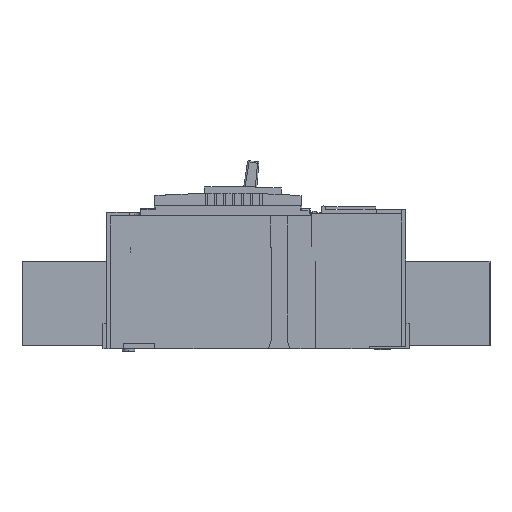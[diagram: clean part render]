
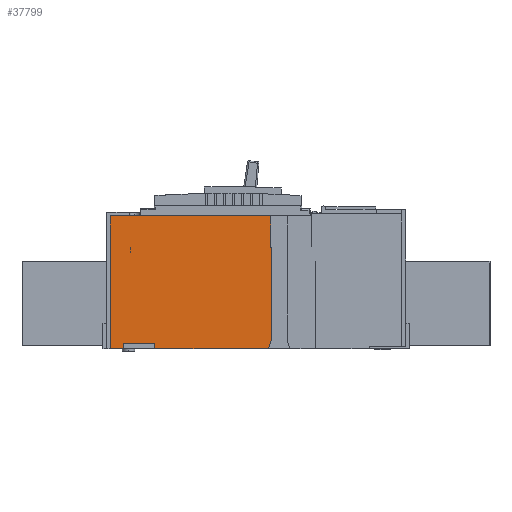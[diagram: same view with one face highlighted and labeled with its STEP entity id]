
A CAD part, left-side view. The second image highlights one B-rep face of the part: STEP entity #37799.
In plain terms, the highlighted planar face has unit normal (-1, 0, 0).
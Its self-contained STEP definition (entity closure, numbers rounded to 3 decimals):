
#89 = VERTEX_POINT ( 'NONE', #64248 ) ;
#109 = DIRECTION ( 'NONE',  ( 0., 0., -1. ) ) ;
#700 = CARTESIAN_POINT ( 'NONE',  ( -41.535, 684.052, 1417.043 ) ) ;
#2049 = ORIENTED_EDGE ( 'NONE', *, *, #13347, .T. ) ;
#2525 = ORIENTED_EDGE ( 'NONE', *, *, #40300, .T. ) ;
#2749 = LINE ( 'NONE', #20056, #16699 ) ;
#2980 = CARTESIAN_POINT ( 'NONE',  ( -41.535, 797.952, 1417.043 ) ) ;
#3011 = FACE_OUTER_BOUND ( 'NONE', #14084, .T. ) ;
#4180 = VERTEX_POINT ( 'NONE', #61767 ) ;
#4436 = EDGE_CURVE ( 'NONE', #57152, #28989, #44297, .T. ) ;
#4479 = LINE ( 'NONE', #33427, #36084 ) ;
#5071 = VECTOR ( 'NONE', #5759, 1000. ) ;
#5759 = DIRECTION ( 'NONE',  ( 0., 0., -1. ) ) ;
#6314 = CARTESIAN_POINT ( 'NONE',  ( -41.535, 684.052, 1394.543 ) ) ;
#7710 = DIRECTION ( 'NONE',  ( 0., -1., 0. ) ) ;
#8254 = CARTESIAN_POINT ( 'NONE',  ( -41.535, 788.552, 1326.543 ) ) ;
#8854 = CARTESIAN_POINT ( 'NONE',  ( -41.535, 797.952, 1394.543 ) ) ;
#9147 = CARTESIAN_POINT ( 'NONE',  ( -41.535, 788.552, 1358.543 ) ) ;
#9248 = ORIENTED_EDGE ( 'NONE', *, *, #61561, .T. ) ;
#9403 = CARTESIAN_POINT ( 'NONE',  ( -41.535, 798.052, 1322.543 ) ) ;
#10383 = CARTESIAN_POINT ( 'NONE',  ( -41.535, 783.802, 1394.543 ) ) ;
#11028 = VECTOR ( 'NONE', #7710, 1000. ) ;
#11362 = ORIENTED_EDGE ( 'NONE', *, *, #16564, .T. ) ;
#11417 = LINE ( 'NONE', #58365, #5071 ) ;
#13338 = CARTESIAN_POINT ( 'NONE',  ( -41.535, 685.752, 1322.543 ) ) ;
#13347 = EDGE_CURVE ( 'NONE', #15296, #57152, #68511, .T. ) ;
#14064 = DIRECTION ( 'NONE',  ( 0., 1., 0. ) ) ;
#14079 = EDGE_CURVE ( 'NONE', #65949, #20344, #4479, .T. ) ;
#14084 = EDGE_LOOP ( 'NONE', ( #42589, #9248, #11362, #60248, #2049, #70157, #18671, #50604, #17937, #2525, #40238, #39361, #56486 ) ) ;
#15296 = VERTEX_POINT ( 'NONE', #2980 ) ;
#15464 = VECTOR ( 'NONE', #109, 1000. ) ;
#15915 = VERTEX_POINT ( 'NONE', #13338 ) ;
#16564 = EDGE_CURVE ( 'NONE', #47820, #66390, #57805, .T. ) ;
#16699 = VECTOR ( 'NONE', #44814, 1000. ) ;
#16864 = DIRECTION ( 'NONE',  ( 0., 0., 1. ) ) ;
#17584 = VECTOR ( 'NONE', #20336, 1000. ) ;
#17819 = CARTESIAN_POINT ( 'NONE',  ( -41.535, 798.052, 1322.543 ) ) ;
#17937 = ORIENTED_EDGE ( 'NONE', *, *, #33506, .T. ) ;
#18061 = VECTOR ( 'NONE', #44098, 1000. ) ;
#18671 = ORIENTED_EDGE ( 'NONE', *, *, #40987, .T. ) ;
#20056 = CARTESIAN_POINT ( 'NONE',  ( -41.535, 683.752, 1394.543 ) ) ;
#20336 = DIRECTION ( 'NONE',  ( 0., 0., -1. ) ) ;
#20344 = VERTEX_POINT ( 'NONE', #54313 ) ;
#22192 = CARTESIAN_POINT ( 'NONE',  ( -41.535, 683.752, 1329.043 ) ) ;
#22215 = CARTESIAN_POINT ( 'NONE',  ( -41.535, 766.552, 1326.543 ) ) ;
#22775 = EDGE_CURVE ( 'NONE', #15915, #41113, #29369, .T. ) ;
#23282 = ORIENTED_EDGE ( 'NONE', *, *, #33523, .T. ) ;
#23588 = CARTESIAN_POINT ( 'NONE',  ( -41.535, 798.052, 1394.543 ) ) ;
#24314 = VERTEX_POINT ( 'NONE', #56727 ) ;
#25911 = DIRECTION ( 'NONE',  ( 0., 1., 0. ) ) ;
#25953 = DIRECTION ( 'NONE',  ( -1., 0., 0. ) ) ;
#25972 = DIRECTION ( 'NONE',  ( 0., 0., 1. ) ) ;
#26476 = VECTOR ( 'NONE', #14064, 1000. ) ;
#26824 = LINE ( 'NONE', #44108, #26476 ) ;
#27580 = CARTESIAN_POINT ( 'NONE',  ( -41.535, 797.952, 1417.043 ) ) ;
#28051 = AXIS2_PLACEMENT_3D ( 'NONE', #37601, #25953, #69646 ) ;
#28383 = CARTESIAN_POINT ( 'NONE',  ( -41.535, 766.552, 1322.543 ) ) ;
#28989 = VERTEX_POINT ( 'NONE', #23588 ) ;
#29281 = DIRECTION ( 'NONE',  ( 0., 0., 1. ) ) ;
#29369 = LINE ( 'NONE', #58642, #42757 ) ;
#30106 = DIRECTION ( 'NONE',  ( 0., -0.294, 0.956 ) ) ;
#30611 = LINE ( 'NONE', #65165, #41493 ) ;
#30760 = VERTEX_POINT ( 'NONE', #22215 ) ;
#30954 = VERTEX_POINT ( 'NONE', #41710 ) ;
#31256 = LINE ( 'NONE', #54501, #65155 ) ;
#31369 = EDGE_CURVE ( 'NONE', #66390, #15296, #36275, .T. ) ;
#32113 = LINE ( 'NONE', #64839, #11028 ) ;
#33427 = CARTESIAN_POINT ( 'NONE',  ( -41.535, 784.052, 1360.883 ) ) ;
#33506 = EDGE_CURVE ( 'NONE', #30954, #59436, #71915, .T. ) ;
#33523 = EDGE_CURVE ( 'NONE', #4180, #65949, #26824, .T. ) ;
#34145 = DIRECTION ( 'NONE',  ( 0., 0., -1. ) ) ;
#34316 = VECTOR ( 'NONE', #69673, 1000. ) ;
#34812 = VERTEX_POINT ( 'NONE', #10383 ) ;
#35037 = CARTESIAN_POINT ( 'NONE',  ( -41.535, 684.052, 1394.543 ) ) ;
#36084 = VECTOR ( 'NONE', #16864, 1000. ) ;
#36275 = LINE ( 'NONE', #53151, #43059 ) ;
#36349 = EDGE_CURVE ( 'NONE', #20344, #34812, #32113, .T. ) ;
#36564 = EDGE_CURVE ( 'NONE', #30760, #89, #11417, .T. ) ;
#36988 = DIRECTION ( 'NONE',  ( 0., -1., 0. ) ) ;
#37405 = ORIENTED_EDGE ( 'NONE', *, *, #14079, .T. ) ;
#37601 = CARTESIAN_POINT ( 'NONE',  ( -41.535, 0., 0. ) ) ;
#37799 = ADVANCED_FACE ( 'NONE', ( #3011, #58013 ), #65414, .T. ) ;
#39361 = ORIENTED_EDGE ( 'NONE', *, *, #40194, .T. ) ;
#39419 = CARTESIAN_POINT ( 'NONE',  ( -41.535, 783.802, 1394.543 ) ) ;
#40194 = EDGE_CURVE ( 'NONE', #89, #15915, #74216, .T. ) ;
#40238 = ORIENTED_EDGE ( 'NONE', *, *, #36564, .T. ) ;
#40300 = EDGE_CURVE ( 'NONE', #59436, #30760, #30611, .T. ) ;
#40987 = EDGE_CURVE ( 'NONE', #28989, #46393, #48864, .T. ) ;
#41113 = VERTEX_POINT ( 'NONE', #22192 ) ;
#41493 = VECTOR ( 'NONE', #36988, 1000. ) ;
#41710 = CARTESIAN_POINT ( 'NONE',  ( -41.535, 788.552, 1322.543 ) ) ;
#42589 = ORIENTED_EDGE ( 'NONE', *, *, #47937, .T. ) ;
#42757 = VECTOR ( 'NONE', #30106, 1000. ) ;
#43059 = VECTOR ( 'NONE', #53523, 1000. ) ;
#43447 = EDGE_CURVE ( 'NONE', #30954, #46393, #48971, .T. ) ;
#44098 = DIRECTION ( 'NONE',  ( 0., 1., 0. ) ) ;
#44108 = CARTESIAN_POINT ( 'NONE',  ( -41.535, 799.302, 1391.143 ) ) ;
#44297 = LINE ( 'NONE', #66836, #44985 ) ;
#44814 = DIRECTION ( 'NONE',  ( 0., 1., 0. ) ) ;
#44985 = VECTOR ( 'NONE', #25911, 1000. ) ;
#45970 = CARTESIAN_POINT ( 'NONE',  ( -41.535, 784.052, 1391.143 ) ) ;
#46393 = VERTEX_POINT ( 'NONE', #17819 ) ;
#47820 = VERTEX_POINT ( 'NONE', #35037 ) ;
#47937 = EDGE_CURVE ( 'NONE', #41113, #24314, #31256, .T. ) ;
#48864 = LINE ( 'NONE', #9403, #17584 ) ;
#48971 = LINE ( 'NONE', #71904, #18061 ) ;
#50604 = ORIENTED_EDGE ( 'NONE', *, *, #43447, .F. ) ;
#51227 = EDGE_LOOP ( 'NONE', ( #73173, #23282, #37405, #72066 ) ) ;
#53151 = CARTESIAN_POINT ( 'NONE',  ( -41.535, 684.052, 1417.043 ) ) ;
#53523 = DIRECTION ( 'NONE',  ( 0., 1., 0. ) ) ;
#54313 = CARTESIAN_POINT ( 'NONE',  ( -41.535, 784.052, 1394.543 ) ) ;
#54501 = CARTESIAN_POINT ( 'NONE',  ( -41.535, 683.752, 1329.043 ) ) ;
#55940 = LINE ( 'NONE', #39419, #61868 ) ;
#56486 = ORIENTED_EDGE ( 'NONE', *, *, #22775, .T. ) ;
#56727 = CARTESIAN_POINT ( 'NONE',  ( -41.535, 683.752, 1394.543 ) ) ;
#57152 = VERTEX_POINT ( 'NONE', #8854 ) ;
#57640 = VECTOR ( 'NONE', #61382, 1000. ) ;
#57805 = LINE ( 'NONE', #6314, #69875 ) ;
#58013 = FACE_BOUND ( 'NONE', #51227, .T. ) ;
#58365 = CARTESIAN_POINT ( 'NONE',  ( -41.535, 766.552, 1326.543 ) ) ;
#58642 = CARTESIAN_POINT ( 'NONE',  ( -41.535, 685.752, 1322.543 ) ) ;
#59436 = VERTEX_POINT ( 'NONE', #8254 ) ;
#60248 = ORIENTED_EDGE ( 'NONE', *, *, #31369, .T. ) ;
#61382 = DIRECTION ( 'NONE',  ( 0., 0., 1. ) ) ;
#61561 = EDGE_CURVE ( 'NONE', #24314, #47820, #2749, .T. ) ;
#61767 = CARTESIAN_POINT ( 'NONE',  ( -41.535, 783.802, 1391.143 ) ) ;
#61868 = VECTOR ( 'NONE', #34145, 1000. ) ;
#64248 = CARTESIAN_POINT ( 'NONE',  ( -41.535, 766.552, 1322.543 ) ) ;
#64839 = CARTESIAN_POINT ( 'NONE',  ( -41.535, 797.952, 1394.543 ) ) ;
#65155 = VECTOR ( 'NONE', #25972, 1000. ) ;
#65165 = CARTESIAN_POINT ( 'NONE',  ( -41.535, 799.302, 1326.543 ) ) ;
#65414 = PLANE ( 'NONE',  #28051 ) ;
#65949 = VERTEX_POINT ( 'NONE', #45970 ) ;
#66390 = VERTEX_POINT ( 'NONE', #700 ) ;
#66836 = CARTESIAN_POINT ( 'NONE',  ( -41.535, 799.302, 1394.543 ) ) ;
#68511 = LINE ( 'NONE', #27580, #15464 ) ;
#69646 = DIRECTION ( 'NONE',  ( 0., -1., 0. ) ) ;
#69673 = DIRECTION ( 'NONE',  ( 0., -1., 0. ) ) ;
#69875 = VECTOR ( 'NONE', #29281, 1000. ) ;
#70157 = ORIENTED_EDGE ( 'NONE', *, *, #4436, .T. ) ;
#71385 = EDGE_CURVE ( 'NONE', #34812, #4180, #55940, .T. ) ;
#71904 = CARTESIAN_POINT ( 'NONE',  ( -41.535, 799.552, 1322.543 ) ) ;
#71915 = LINE ( 'NONE', #9147, #57640 ) ;
#72066 = ORIENTED_EDGE ( 'NONE', *, *, #36349, .T. ) ;
#73173 = ORIENTED_EDGE ( 'NONE', *, *, #71385, .T. ) ;
#74216 = LINE ( 'NONE', #28383, #34316 ) ;
